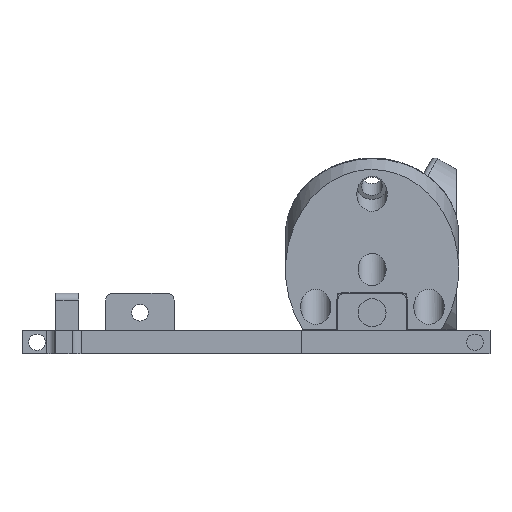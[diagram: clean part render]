
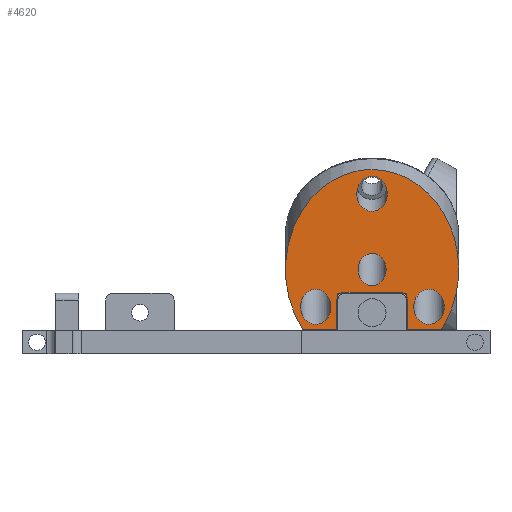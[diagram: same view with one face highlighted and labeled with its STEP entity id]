
A CAD part, front view. The second image highlights one B-rep face of the part: STEP entity #4620.
In plain terms, the highlighted face is planar.
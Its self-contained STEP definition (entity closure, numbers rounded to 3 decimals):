
#4301 = VERTEX_POINT('',#4302);
#4302 = CARTESIAN_POINT('',(0.,18.5,5.638));
#4307 = EDGE_CURVE('',#4301,#4308,#4310,.T.);
#4308 = VERTEX_POINT('',#4309);
#4309 = CARTESIAN_POINT('',(14.785,-11.12,
    22.739));
#4310 = ELLIPSE('',#4311,21.362,18.5);
#4311 = AXIS2_PLACEMENT_3D('',#4312,#4313,#4314);
#4312 = CARTESIAN_POINT('',(0.,0.,16.319));
#4313 = DIRECTION('',(0.,-0.5,-0.866));
#4314 = DIRECTION('',(0.,0.866,-0.5));
#4317 = VERTEX_POINT('',#4318);
#4318 = CARTESIAN_POINT('',(-14.785,-11.12,
    22.739));
#4325 = EDGE_CURVE('',#4317,#4301,#4326,.T.);
#4326 = ELLIPSE('',#4327,21.362,18.5);
#4327 = AXIS2_PLACEMENT_3D('',#4328,#4329,#4330);
#4328 = CARTESIAN_POINT('',(0.,0.,16.319));
#4329 = DIRECTION('',(0.,-0.5,-0.866));
#4330 = DIRECTION('',(0.,0.866,-0.5));
#4620 = ADVANCED_FACE('',(#4621,#4681,#4692,#4703,#4714),#4725,.F.);
#4621 = FACE_BOUND('',#4622,.F.);
#4622 = EDGE_LOOP('',(#4623,#4631,#4632,#4633,#4641,#4649,#4658,#4666,
    #4675));
#4623 = ORIENTED_EDGE('',*,*,#4624,.T.);
#4624 = EDGE_CURVE('',#4625,#4317,#4627,.T.);
#4625 = VERTEX_POINT('',#4626);
#4626 = CARTESIAN_POINT('',(-7.5,-11.12,22.739));
#4627 = LINE('',#4628,#4629);
#4628 = CARTESIAN_POINT('',(20.808,-11.12,
    22.739));
#4629 = VECTOR('',#4630,1.);
#4630 = DIRECTION('',(-1.,0.,0.));
#4631 = ORIENTED_EDGE('',*,*,#4325,.T.);
#4632 = ORIENTED_EDGE('',*,*,#4307,.T.);
#4633 = ORIENTED_EDGE('',*,*,#4634,.T.);
#4634 = EDGE_CURVE('',#4308,#4635,#4637,.T.);
#4635 = VERTEX_POINT('',#4636);
#4636 = CARTESIAN_POINT('',(7.5,-11.12,22.739));
#4637 = LINE('',#4638,#4639);
#4638 = CARTESIAN_POINT('',(20.808,-11.12,
    22.739));
#4639 = VECTOR('',#4640,1.);
#4640 = DIRECTION('',(-1.,0.,0.));
#4641 = ORIENTED_EDGE('',*,*,#4642,.F.);
#4642 = EDGE_CURVE('',#4643,#4635,#4645,.T.);
#4643 = VERTEX_POINT('',#4644);
#4644 = CARTESIAN_POINT('',(7.5,-5.491,19.489));
#4645 = LINE('',#4646,#4647);
#4646 = CARTESIAN_POINT('',(7.5,-5.491,19.489));
#4647 = VECTOR('',#4648,1.);
#4648 = DIRECTION('',(0.,-0.866,0.5));
#4649 = ORIENTED_EDGE('',*,*,#4650,.T.);
#4650 = EDGE_CURVE('',#4643,#4651,#4653,.T.);
#4651 = VERTEX_POINT('',#4652);
#4652 = CARTESIAN_POINT('',(6.,-4.192,
    18.739));
#4653 = CIRCLE('',#4654,1.5);
#4654 = AXIS2_PLACEMENT_3D('',#4655,#4656,#4657);
#4655 = CARTESIAN_POINT('',(6.,-5.491,
    19.489));
#4656 = DIRECTION('',(0.,0.5,0.866));
#4657 = DIRECTION('',(1.,0.,0.));
#4658 = ORIENTED_EDGE('',*,*,#4659,.F.);
#4659 = EDGE_CURVE('',#4660,#4651,#4662,.T.);
#4660 = VERTEX_POINT('',#4661);
#4661 = CARTESIAN_POINT('',(-6.,-4.192,
    18.739));
#4662 = LINE('',#4663,#4664);
#4663 = CARTESIAN_POINT('',(-6.,-4.192,18.739));
#4664 = VECTOR('',#4665,1.);
#4665 = DIRECTION('',(1.,0.,0.));
#4666 = ORIENTED_EDGE('',*,*,#4667,.T.);
#4667 = EDGE_CURVE('',#4660,#4668,#4670,.T.);
#4668 = VERTEX_POINT('',#4669);
#4669 = CARTESIAN_POINT('',(-7.5,-5.491,19.489));
#4670 = CIRCLE('',#4671,1.5);
#4671 = AXIS2_PLACEMENT_3D('',#4672,#4673,#4674);
#4672 = CARTESIAN_POINT('',(-6.,-5.491,
    19.489));
#4673 = DIRECTION('',(0.,0.5,0.866));
#4674 = DIRECTION('',(1.,0.,0.));
#4675 = ORIENTED_EDGE('',*,*,#4676,.F.);
#4676 = EDGE_CURVE('',#4625,#4668,#4677,.T.);
#4677 = LINE('',#4678,#4679);
#4678 = CARTESIAN_POINT('',(-7.5,-11.12,22.739));
#4679 = VECTOR('',#4680,1.);
#4680 = DIRECTION('',(-0.,0.866,-0.5));
#4681 = FACE_BOUND('',#4682,.F.);
#4682 = EDGE_LOOP('',(#4683));
#4683 = ORIENTED_EDGE('',*,*,#4684,.F.);
#4684 = EDGE_CURVE('',#4685,#4685,#4687,.T.);
#4685 = VERTEX_POINT('',#4686);
#4686 = CARTESIAN_POINT('',(-8.777,-6.916,
    20.312));
#4687 = ELLIPSE('',#4688,3.753,3.25);
#4688 = AXIS2_PLACEMENT_3D('',#4689,#4690,#4691);
#4689 = CARTESIAN_POINT('',(-12.027,-6.916,
    20.312));
#4690 = DIRECTION('',(0.,-0.5,-0.866));
#4691 = DIRECTION('',(0.,0.866,-0.5));
#4692 = FACE_BOUND('',#4693,.F.);
#4693 = EDGE_LOOP('',(#4694));
#4694 = ORIENTED_EDGE('',*,*,#4695,.F.);
#4695 = EDGE_CURVE('',#4696,#4696,#4698,.T.);
#4696 = VERTEX_POINT('',#4697);
#4697 = CARTESIAN_POINT('',(3.,0.,16.319));
#4698 = ELLIPSE('',#4699,3.464,3.);
#4699 = AXIS2_PLACEMENT_3D('',#4700,#4701,#4702);
#4700 = CARTESIAN_POINT('',(0.,0.,16.319));
#4701 = DIRECTION('',(0.,-0.5,-0.866));
#4702 = DIRECTION('',(0.,0.866,-0.5));
#4703 = FACE_BOUND('',#4704,.F.);
#4704 = EDGE_LOOP('',(#4705));
#4705 = ORIENTED_EDGE('',*,*,#4706,.F.);
#4706 = EDGE_CURVE('',#4707,#4707,#4709,.T.);
#4707 = VERTEX_POINT('',#4708);
#4708 = CARTESIAN_POINT('',(3.25,14.,8.236));
#4709 = ELLIPSE('',#4710,3.753,3.25);
#4710 = AXIS2_PLACEMENT_3D('',#4711,#4712,#4713);
#4711 = CARTESIAN_POINT('',(0.,14.,8.236));
#4712 = DIRECTION('',(0.,-0.5,-0.866));
#4713 = DIRECTION('',(0.,0.866,-0.5));
#4714 = FACE_BOUND('',#4715,.F.);
#4715 = EDGE_LOOP('',(#4716));
#4716 = ORIENTED_EDGE('',*,*,#4717,.F.);
#4717 = EDGE_CURVE('',#4718,#4718,#4720,.T.);
#4718 = VERTEX_POINT('',#4719);
#4719 = CARTESIAN_POINT('',(15.423,-6.916,
    20.312));
#4720 = ELLIPSE('',#4721,3.753,3.25);
#4721 = AXIS2_PLACEMENT_3D('',#4722,#4723,#4724);
#4722 = CARTESIAN_POINT('',(12.173,-6.916,
    20.312));
#4723 = DIRECTION('',(0.,-0.5,-0.866));
#4724 = DIRECTION('',(0.,0.866,-0.5));
#4725 = PLANE('',#4726);
#4726 = AXIS2_PLACEMENT_3D('',#4727,#4728,#4729);
#4727 = CARTESIAN_POINT('',(20.,-18.5,27.));
#4728 = DIRECTION('',(0.,-0.5,-0.866));
#4729 = DIRECTION('',(0.,0.866,-0.5));
